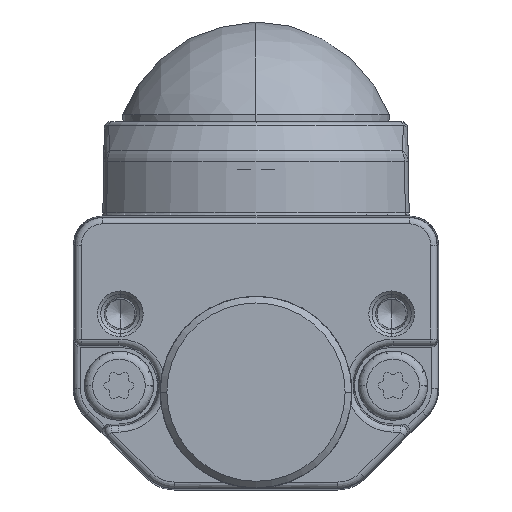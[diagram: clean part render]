
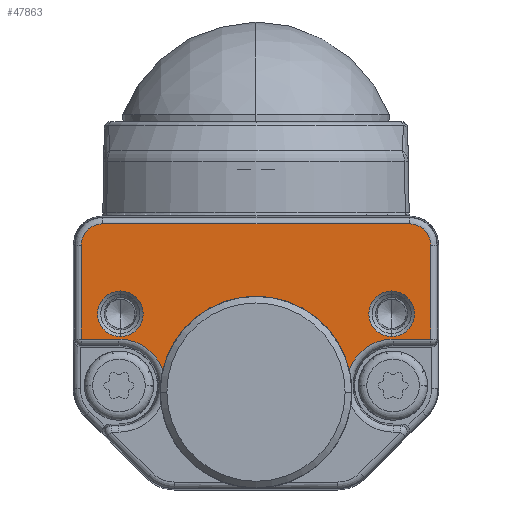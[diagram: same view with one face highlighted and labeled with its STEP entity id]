
A CAD part, left-side view. The second image highlights one B-rep face of the part: STEP entity #47863.
In plain terms, the highlighted face is planar.
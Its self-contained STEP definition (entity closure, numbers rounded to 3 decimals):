
#44558=CARTESIAN_POINT('',(13.,8.,10.5));
#44559=DIRECTION('',(-1.,0.,0.));
#44560=DIRECTION('',(0.,1.,0.));
#44561=AXIS2_PLACEMENT_3D('',#44558,#44559,#44560);
#44563=DIRECTION('',(0.,0.,-1.));
#44564=VECTOR('',#44563,2.891);
#44565=CARTESIAN_POINT('',(13.,11.564,13.391));
#44566=LINE('',#44565,#44564);
#44567=DIRECTION('',(0.,-1.,0.));
#44568=VECTOR('',#44567,7.186);
#44569=CARTESIAN_POINT('',(13.,18.75,13.391));
#44570=LINE('',#44569,#44568);
#44571=CARTESIAN_POINT('',(13.,18.75,11.75));
#44572=DIRECTION('',(1.,0.,0.));
#44573=DIRECTION('',(0.,1.,0.));
#44574=AXIS2_PLACEMENT_3D('',#44571,#44572,#44573);
#44576=DIRECTION('',(0.,0.,1.));
#44577=VECTOR('',#44576,23.5);
#44578=CARTESIAN_POINT('',(13.,20.391,-11.75));
#44579=LINE('',#44578,#44577);
#44580=CARTESIAN_POINT('',(13.,18.75,-11.75));
#44581=DIRECTION('',(1.,0.,0.));
#44582=DIRECTION('',(0.,0.,-1.));
#44583=AXIS2_PLACEMENT_3D('',#44580,#44581,#44582);
#44585=DIRECTION('',(0.,1.,0.));
#44586=VECTOR('',#44585,7.186);
#44587=CARTESIAN_POINT('',(13.,11.564,-13.391));
#44588=LINE('',#44587,#44586);
#44589=DIRECTION('',(0.,0.,-1.));
#44590=VECTOR('',#44589,2.891);
#44591=CARTESIAN_POINT('',(13.,11.564,-10.5));
#44592=LINE('',#44591,#44590);
#44593=CARTESIAN_POINT('',(13.,8.,-10.5));
#44594=DIRECTION('',(-1.,0.,0.));
#44595=DIRECTION('',(0.,0.34,0.941));
#44596=AXIS2_PLACEMENT_3D('',#44593,#44594,#44595);
#44598=CARTESIAN_POINT('',(13.,7.5,0.));
#44599=DIRECTION('',(1.,0.,0.));
#44600=DIRECTION('',(0.,0.233,-0.973));
#44601=AXIS2_PLACEMENT_3D('',#44598,#44599,#44600);
#44657=CARTESIAN_POINT('',(13.,13.5,-10.392));
#44658=DIRECTION('',(-1.,0.,0.));
#44659=DIRECTION('',(0.,1.,0.));
#44660=AXIS2_PLACEMENT_3D('',#44657,#44658,#44659);
#44662=CARTESIAN_POINT('',(13.,13.5,-10.392));
#44663=DIRECTION('',(-1.,0.,0.));
#44664=DIRECTION('',(0.,-1.,0.));
#44665=AXIS2_PLACEMENT_3D('',#44662,#44663,#44664);
#44667=CARTESIAN_POINT('',(13.,13.5,10.392));
#44668=DIRECTION('',(-1.,0.,0.));
#44669=DIRECTION('',(0.,1.,0.));
#44670=AXIS2_PLACEMENT_3D('',#44667,#44668,#44669);
#44672=CARTESIAN_POINT('',(13.,13.5,10.392));
#44673=DIRECTION('',(-1.,0.,0.));
#44674=DIRECTION('',(0.,-1.,0.));
#44675=AXIS2_PLACEMENT_3D('',#44672,#44673,#44674);
#45314=CARTESIAN_POINT('',(13.,20.391,11.75));
#45315=CARTESIAN_POINT('',(13.,18.75,13.391));
#45316=VERTEX_POINT('',#45314);
#45317=VERTEX_POINT('',#45315);
#45322=CARTESIAN_POINT('',(13.,20.391,-11.75));
#45323=VERTEX_POINT('',#45322);
#45326=CARTESIAN_POINT('',(13.,18.75,-13.391));
#45327=VERTEX_POINT('',#45326);
#45362=CARTESIAN_POINT('',(13.,11.564,10.5));
#45363=CARTESIAN_POINT('',(13.,9.21,7.148));
#45364=VERTEX_POINT('',#45362);
#45365=VERTEX_POINT('',#45363);
#45394=CARTESIAN_POINT('',(13.,11.564,13.391));
#45395=VERTEX_POINT('',#45394);
#45404=CARTESIAN_POINT('',(13.,9.21,-7.148));
#45405=CARTESIAN_POINT('',(13.,11.564,-10.5));
#45406=VERTEX_POINT('',#45404);
#45407=VERTEX_POINT('',#45405);
#45436=CARTESIAN_POINT('',(13.,11.564,-13.391));
#45437=VERTEX_POINT('',#45436);
#45636=CARTESIAN_POINT('',(13.,15.25,-10.392));
#45637=CARTESIAN_POINT('',(13.,11.75,-10.392));
#45638=VERTEX_POINT('',#45636);
#45639=VERTEX_POINT('',#45637);
#45640=CARTESIAN_POINT('',(13.,15.25,10.392));
#45641=CARTESIAN_POINT('',(13.,11.75,10.392));
#45642=VERTEX_POINT('',#45640);
#45643=VERTEX_POINT('',#45641);
#47824=CARTESIAN_POINT('',(13.,0.,0.));
#47825=DIRECTION('',(1.,0.,0.));
#47826=DIRECTION('',(0.,0.,-1.));
#47827=AXIS2_PLACEMENT_3D('',#47824,#47825,#47826);
#47828=PLANE('',#47827);
#47830=ORIENTED_EDGE('',*,*,#47829,.F.);
#47832=ORIENTED_EDGE('',*,*,#47831,.F.);
#47834=ORIENTED_EDGE('',*,*,#47833,.F.);
#47836=ORIENTED_EDGE('',*,*,#47835,.F.);
#47838=ORIENTED_EDGE('',*,*,#47837,.F.);
#47840=ORIENTED_EDGE('',*,*,#47839,.F.);
#47842=ORIENTED_EDGE('',*,*,#47841,.F.);
#47844=ORIENTED_EDGE('',*,*,#47843,.F.);
#47846=ORIENTED_EDGE('',*,*,#47845,.F.);
#47848=ORIENTED_EDGE('',*,*,#47847,.T.);
#47849=EDGE_LOOP('',(#47830,#47832,#47834,#47836,#47838,#47840,#47842,#47844,
#47846,#47848));
#47850=FACE_OUTER_BOUND('',#47849,.F.);
#47852=ORIENTED_EDGE('',*,*,#47851,.F.);
#47854=ORIENTED_EDGE('',*,*,#47853,.F.);
#47855=EDGE_LOOP('',(#47852,#47854));
#47856=FACE_BOUND('',#47855,.F.);
#47858=ORIENTED_EDGE('',*,*,#47857,.F.);
#47860=ORIENTED_EDGE('',*,*,#47859,.F.);
#47861=EDGE_LOOP('',(#47858,#47860));
#47862=FACE_BOUND('',#47861,.F.);
#47863=ADVANCED_FACE('',(#47850,#47856,#47862),#47828,.T.);
#44562=CIRCLE('',#44561,3.564);
#44575=CIRCLE('',#44574,1.641);
#44584=CIRCLE('',#44583,1.641);
#44597=CIRCLE('',#44596,3.564);
#44602=CIRCLE('',#44601,7.35);
#44661=CIRCLE('',#44660,1.75);
#44666=CIRCLE('',#44665,1.75);
#44671=CIRCLE('',#44670,1.75);
#44676=CIRCLE('',#44675,1.75);
#47829=EDGE_CURVE('',#45364,#45365,#44562,.T.);
#47831=EDGE_CURVE('',#45395,#45364,#44566,.T.);
#47833=EDGE_CURVE('',#45317,#45395,#44570,.T.);
#47835=EDGE_CURVE('',#45316,#45317,#44575,.T.);
#47837=EDGE_CURVE('',#45323,#45316,#44579,.T.);
#47839=EDGE_CURVE('',#45327,#45323,#44584,.T.);
#47841=EDGE_CURVE('',#45437,#45327,#44588,.T.);
#47843=EDGE_CURVE('',#45407,#45437,#44592,.T.);
#47845=EDGE_CURVE('',#45406,#45407,#44597,.T.);
#47847=EDGE_CURVE('',#45406,#45365,#44602,.T.);
#47851=EDGE_CURVE('',#45638,#45639,#44661,.T.);
#47853=EDGE_CURVE('',#45639,#45638,#44666,.T.);
#47857=EDGE_CURVE('',#45642,#45643,#44671,.T.);
#47859=EDGE_CURVE('',#45643,#45642,#44676,.T.);
